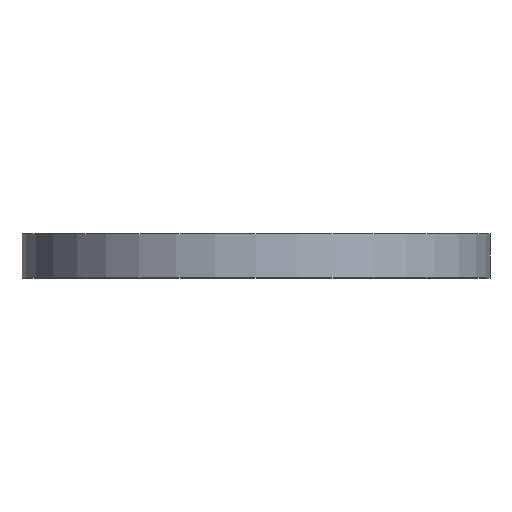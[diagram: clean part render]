
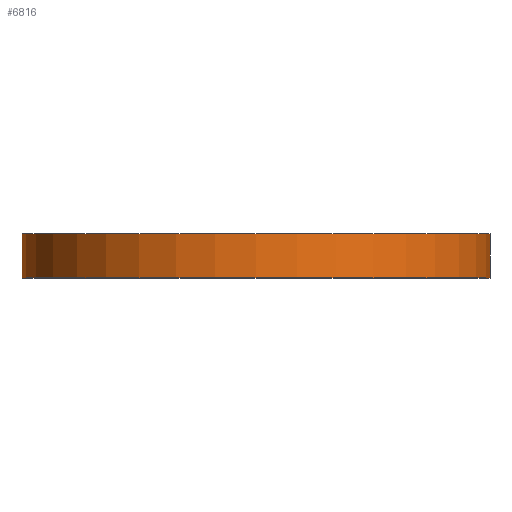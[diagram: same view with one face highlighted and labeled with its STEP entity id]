
A CAD part, top view. The second image highlights one B-rep face of the part: STEP entity #6816.
In plain terms, the highlighted cylindrical face has radius 21.2 mm (diameter 42.4 mm), a full revolution.
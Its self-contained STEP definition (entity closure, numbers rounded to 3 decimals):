
#1547 = FACE_OUTER_BOUND ( 'NONE', #1892, .T. ) ;
#1576 = CARTESIAN_POINT ( 'NONE',  ( 0., 4., 0. ) ) ;
#1892 = EDGE_LOOP ( 'NONE', ( #4564 ) ) ;
#2380 = VERTEX_POINT ( 'NONE', #12259 ) ;
#3002 = CIRCLE ( 'NONE', #3278, 21.2 ) ;
#3278 = AXIS2_PLACEMENT_3D ( 'NONE', #4101, #11402, #4155 ) ;
#3886 = DIRECTION ( 'NONE',  ( 0., 0., -1. ) ) ;
#4101 = CARTESIAN_POINT ( 'NONE',  ( 0., 0., 0. ) ) ;
#4155 = DIRECTION ( 'NONE',  ( 0., 0., 1. ) ) ;
#4564 = ORIENTED_EDGE ( 'NONE', *, *, #10374, .F. ) ;
#5695 = AXIS2_PLACEMENT_3D ( 'NONE', #12177, #12035, #3886 ) ;
#6349 = EDGE_LOOP ( 'NONE', ( #11615 ) ) ;
#6816 = ADVANCED_FACE ( 'NONE', ( #1547, #7251 ), #11413, .T. ) ;
#7250 = VERTEX_POINT ( 'NONE', #9024 ) ;
#7251 = FACE_OUTER_BOUND ( 'NONE', #6349, .T. ) ;
#8037 = AXIS2_PLACEMENT_3D ( 'NONE', #1576, #8712, #9766 ) ;
#8712 = DIRECTION ( 'NONE',  ( 0., 1., 0. ) ) ;
#8960 = CIRCLE ( 'NONE', #8037, 21.2 ) ;
#9024 = CARTESIAN_POINT ( 'NONE',  ( 0., 4., 21.2 ) ) ;
#9224 = EDGE_CURVE ( 'NONE', #2380, #2380, #3002, .T. ) ;
#9766 = DIRECTION ( 'NONE',  ( 0., 0., 1. ) ) ;
#10374 = EDGE_CURVE ( 'NONE', #7250, #7250, #8960, .T. ) ;
#11402 = DIRECTION ( 'NONE',  ( 0., 1., 0. ) ) ;
#11413 = CYLINDRICAL_SURFACE ( 'NONE', #5695, 21.2 ) ;
#11615 = ORIENTED_EDGE ( 'NONE', *, *, #9224, .T. ) ;
#12035 = DIRECTION ( 'NONE',  ( 0., -1., 0. ) ) ;
#12177 = CARTESIAN_POINT ( 'NONE',  ( 0., 4., 0. ) ) ;
#12259 = CARTESIAN_POINT ( 'NONE',  ( 0., 0., 21.2 ) ) ;
